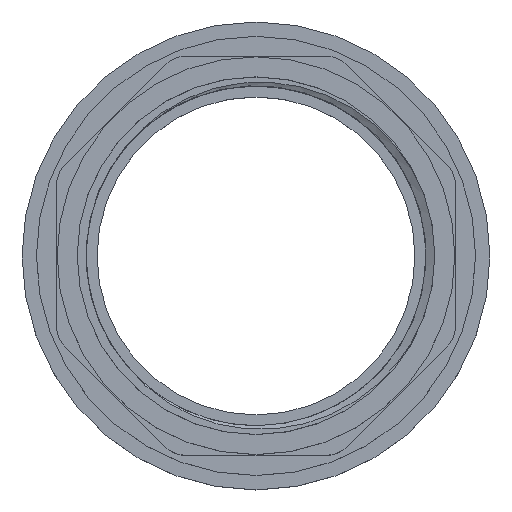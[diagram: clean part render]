
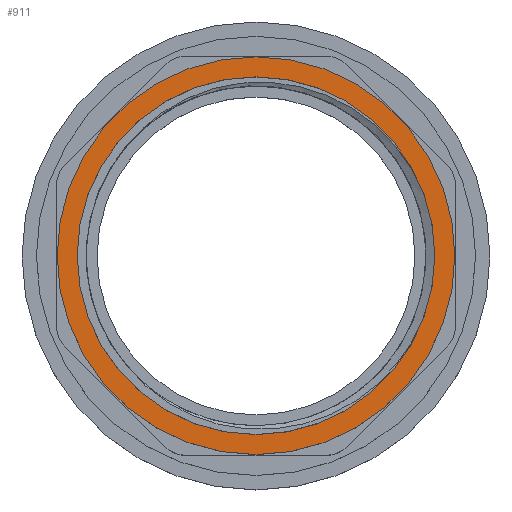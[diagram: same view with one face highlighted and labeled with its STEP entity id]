
A CAD part, top view. The second image highlights one B-rep face of the part: STEP entity #911.
In plain terms, the highlighted planar face has unit normal (0, 0, 1).
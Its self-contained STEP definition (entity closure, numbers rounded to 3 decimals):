
#20=FACE_BOUND('',#120,.T.);
#26=PLANE('',#996);
#64=FACE_OUTER_BOUND('',#119,.T.);
#119=EDGE_LOOP('',(#694));
#120=EDGE_LOOP('',(#695));
#151=CIRCLE('',#965,29.807);
#167=CIRCLE('',#997,33.15);
#372=VERTEX_POINT('',#8700);
#417=VERTEX_POINT('',#16225);
#472=EDGE_CURVE('',#372,#372,#151,.T.);
#531=EDGE_CURVE('',#417,#417,#167,.T.);
#694=ORIENTED_EDGE('',*,*,#531,.F.);
#695=ORIENTED_EDGE('',*,*,#472,.T.);
#911=ADVANCED_FACE('',(#64,#20),#26,.F.);
#965=AXIS2_PLACEMENT_3D('',#8702,#1073,#1074);
#996=AXIS2_PLACEMENT_3D('',#16224,#1155,#1156);
#997=AXIS2_PLACEMENT_3D('',#16226,#1157,#1158);
#1073=DIRECTION('center_axis',(0.,0.,-1.));
#1074=DIRECTION('ref_axis',(1.,0.,0.));
#1155=DIRECTION('center_axis',(0.,0.,-1.));
#1156=DIRECTION('ref_axis',(0.,1.,0.));
#1157=DIRECTION('center_axis',(0.,0.,-1.));
#1158=DIRECTION('ref_axis',(0.,1.,0.));
#8700=CARTESIAN_POINT('',(-29.807,0.,30.));
#8702=CARTESIAN_POINT('Origin',(0.,0.,30.));
#16224=CARTESIAN_POINT('Origin',(-29.807,0.,30.));
#16225=CARTESIAN_POINT('',(0.,-33.15,30.));
#16226=CARTESIAN_POINT('Origin',(0.,0.,30.));
